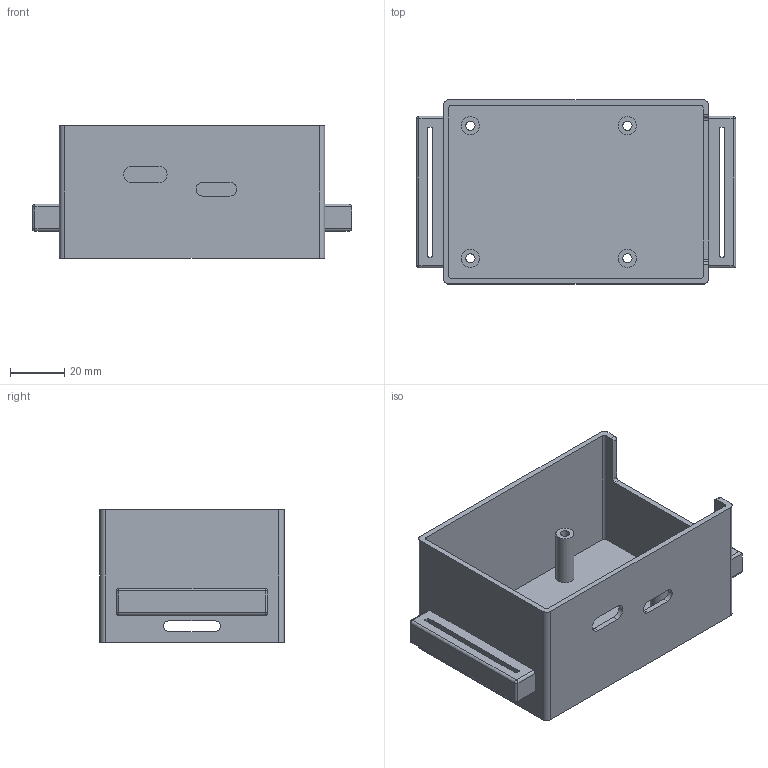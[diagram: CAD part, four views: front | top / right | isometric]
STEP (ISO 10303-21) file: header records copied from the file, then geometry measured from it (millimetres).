
FILE_DESCRIPTION(('FreeCAD Model'),'2;1');
FILE_NAME('Open CASCADE Shape Model','2025-11-13T13:28:59',(''),(''), 'Open CASCADE STEP processor 7.7','FreeCAD','Unknown');
FILE_SCHEMA(('AUTOMOTIVE_DESIGN { 1 0 10303 214 1 1 1 1 }'));
Length unit declared in the file: millimetre
Products named in the file (1): Body
Bounding box: 118 x 68 x 49 mm (x, y, z)
Volume: 52067.7 mm3; surface area: 48653.4 mm2
Topology: 1 solids, 1 shells, 110 faces, 290 edges, 182 vertices
Faces by surface type: cylinder 55, plane 49, sphere 6
Full cylindrical faces by diameter (mm): 3.4 x4, 6.7 x4
Entity records: 3426 total; most frequent: DIRECTION 614, CARTESIAN_POINT 577, ORIENTED_EDGE 570, EDGE_CURVE 284, AXIS2_PLACEMENT_3D 219, VERTEX_POINT 182, LINE 176, VECTOR 176
